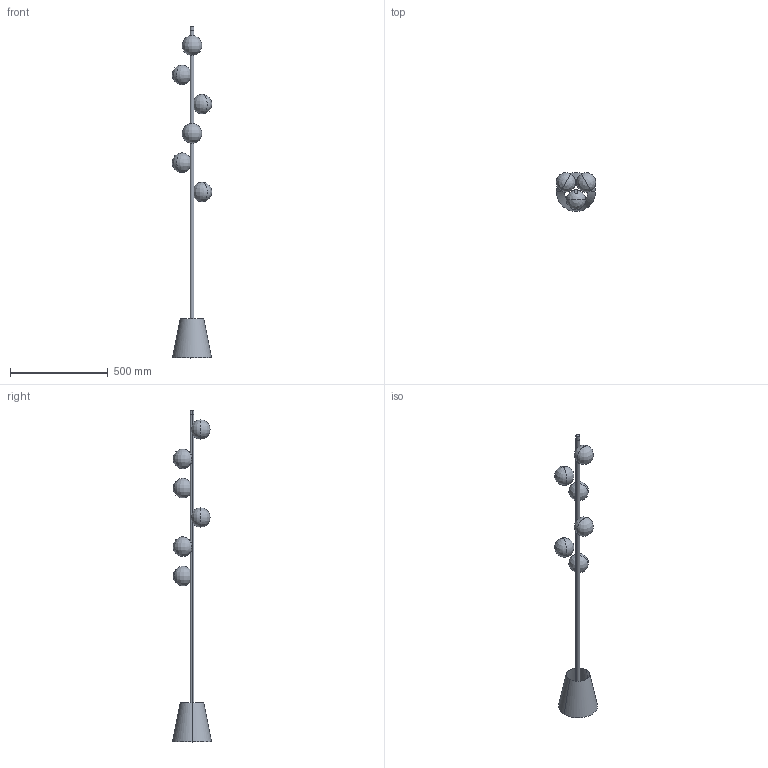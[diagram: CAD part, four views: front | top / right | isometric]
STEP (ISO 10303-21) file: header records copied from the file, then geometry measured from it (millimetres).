
FILE_DESCRIPTION(/* description */ (''),/* implementation_level */ '2;1');
FILE_NAME(/* name */ '174410~3',/* time_stamp */ '2020-11-06T18:32:56+01:00',/* author */ (''),/* organization */ (''),/* preprocessor_version */ 'ST-DEVELOPER v16.5',/* originating_system */ '',/* authorisation */ '');
FILE_SCHEMA (('AUTOMOTIVE_DESIGN'));
Length unit declared in the file: millimetre
Products named in the file (1): Document
Bounding box: 203.25 x 199.89 x 1700 mm (x, y, z)
Volume: 3675818.3 mm3; surface area: 399616.4 mm2
Topology: 8 solids, 9 shells, 22 faces, 57 edges, 30 vertices
Faces by surface type: bspline 18, plane 4
Entity records: 870 total; most frequent: CARTESIAN_POINT 530, ORIENTED_EDGE 56, EDGE_CURVE 30, VERTEX_POINT 24, ADVANCED_FACE 22, FACE_OUTER_BOUND 22, EDGE_LOOP 22, COLOUR_RGB 12
